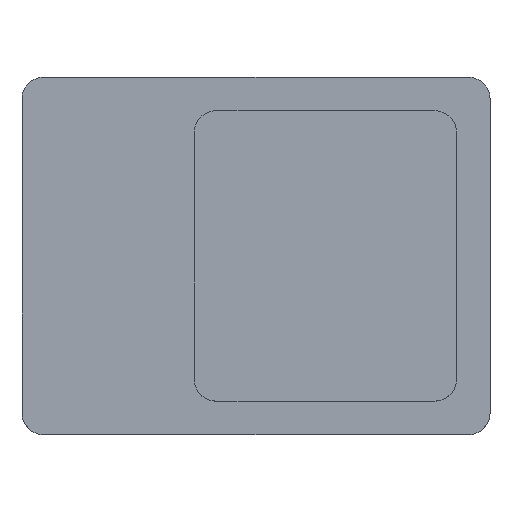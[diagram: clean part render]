
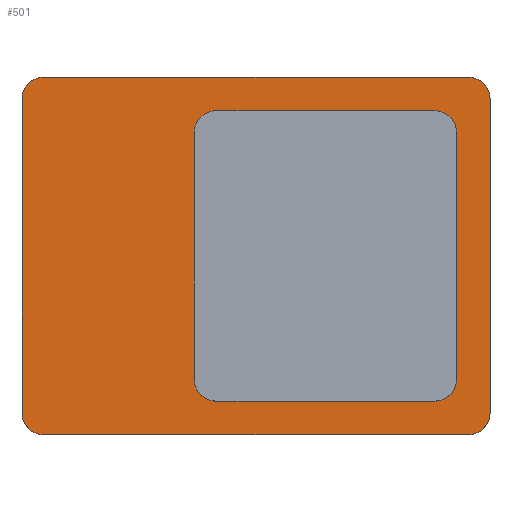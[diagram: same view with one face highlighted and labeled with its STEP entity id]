
A CAD part, top view. The second image highlights one B-rep face of the part: STEP entity #501.
In plain terms, the highlighted planar face has unit normal (0, 0, 1).
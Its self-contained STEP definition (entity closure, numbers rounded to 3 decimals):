
#5 = LINE ( 'NONE', #210, #151 ) ;
#10 = VERTEX_POINT ( 'NONE', #93 ) ;
#13 = DIRECTION ( 'NONE',  ( 1., 0., 0. ) ) ;
#14 = VERTEX_POINT ( 'NONE', #446 ) ;
#19 = CARTESIAN_POINT ( 'NONE',  ( -9.8, -7.25, 1.6 ) ) ;
#20 = CARTESIAN_POINT ( 'NONE',  ( -1.85, -5.7, 1.6 ) ) ;
#22 = VECTOR ( 'NONE', #118, 1000. ) ;
#27 = DIRECTION ( 'NONE',  ( 0., 0., 1. ) ) ;
#28 = DIRECTION ( 'NONE',  ( 0., 1., 0. ) ) ;
#38 = FACE_BOUND ( 'NONE', #550, .T. ) ;
#39 = PLANE ( 'NONE',  #592 ) ;
#41 = VECTOR ( 'NONE', #558, 1000. ) ;
#45 = DIRECTION ( 'NONE',  ( 1., 0., 0. ) ) ;
#52 = CARTESIAN_POINT ( 'NONE',  ( 8.25, -5.7, 1.6 ) ) ;
#54 = DIRECTION ( 'NONE',  ( 1., 0., 0. ) ) ;
#63 = CARTESIAN_POINT ( 'NONE',  ( -2.85, 6.7, 1.6 ) ) ;
#68 = VECTOR ( 'NONE', #288, 1000. ) ;
#73 = ORIENTED_EDGE ( 'NONE', *, *, #390, .T. ) ;
#76 = VECTOR ( 'NONE', #144, 1000. ) ;
#86 = VERTEX_POINT ( 'NONE', #393 ) ;
#88 = EDGE_CURVE ( 'NONE', #321, #14, #470, .T. ) ;
#93 = CARTESIAN_POINT ( 'NONE',  ( -1.85, -6.7, 1.6 ) ) ;
#109 = CARTESIAN_POINT ( 'NONE',  ( 9.8, -7.25, 1.6 ) ) ;
#113 = EDGE_CURVE ( 'NONE', #530, #614, #490, .T. ) ;
#114 = AXIS2_PLACEMENT_3D ( 'NONE', #19, #349, #54 ) ;
#118 = DIRECTION ( 'NONE',  ( 0., -1., 0. ) ) ;
#120 = CARTESIAN_POINT ( 'NONE',  ( 9.25, -5.7, 1.6 ) ) ;
#121 = VECTOR ( 'NONE', #45, 1000. ) ;
#126 = CARTESIAN_POINT ( 'NONE',  ( -2.85, 6.7, 1.6 ) ) ;
#138 = CIRCLE ( 'NONE', #316, 1. ) ;
#139 = CARTESIAN_POINT ( 'NONE',  ( 10.8, 7.25, 1.6 ) ) ;
#140 = AXIS2_PLACEMENT_3D ( 'NONE', #514, #27, #152 ) ;
#142 = CARTESIAN_POINT ( 'NONE',  ( -9.8, -8.25, 1.6 ) ) ;
#144 = DIRECTION ( 'NONE',  ( -1., 0., 0. ) ) ;
#146 = EDGE_CURVE ( 'NONE', #86, #366, #350, .T. ) ;
#148 = AXIS2_PLACEMENT_3D ( 'NONE', #109, #361, #205 ) ;
#151 = VECTOR ( 'NONE', #621, 1000. ) ;
#152 = DIRECTION ( 'NONE',  ( 1., 0., 0. ) ) ;
#153 = DIRECTION ( 'NONE',  ( 0., 0., -1. ) ) ;
#161 = ORIENTED_EDGE ( 'NONE', *, *, #113, .T. ) ;
#169 = LINE ( 'NONE', #521, #566 ) ;
#179 = CARTESIAN_POINT ( 'NONE',  ( 0., 0., 1.6 ) ) ;
#180 = EDGE_CURVE ( 'NONE', #10, #451, #494, .T. ) ;
#187 = ORIENTED_EDGE ( 'NONE', *, *, #88, .T. ) ;
#191 = ORIENTED_EDGE ( 'NONE', *, *, #465, .T. ) ;
#205 = DIRECTION ( 'NONE',  ( 1., 0., 0. ) ) ;
#208 = EDGE_CURVE ( 'NONE', #615, #554, #481, .T. ) ;
#210 = CARTESIAN_POINT ( 'NONE',  ( -10.8, -8.25, 1.6 ) ) ;
#218 = VERTEX_POINT ( 'NONE', #304 ) ;
#219 = EDGE_LOOP ( 'NONE', ( #277, #572, #538, #586, #73, #286, #613, #161 ) ) ;
#225 = LINE ( 'NONE', #126, #22 ) ;
#230 = CARTESIAN_POINT ( 'NONE',  ( -1.85, 5.7, 1.6 ) ) ;
#232 = ORIENTED_EDGE ( 'NONE', *, *, #594, .F. ) ;
#233 = EDGE_CURVE ( 'NONE', #370, #593, #604, .T. ) ;
#234 = DIRECTION ( 'NONE',  ( 0., 0., 1. ) ) ;
#238 = CARTESIAN_POINT ( 'NONE',  ( 9.8, -8.25, 1.6 ) ) ;
#239 = CARTESIAN_POINT ( 'NONE',  ( -2.85, -6.7, 1.6 ) ) ;
#246 = VERTEX_POINT ( 'NONE', #462 ) ;
#262 = DIRECTION ( 'NONE',  ( 1., 0., 0. ) ) ;
#274 = EDGE_CURVE ( 'NONE', #352, #246, #276, .T. ) ;
#276 = CIRCLE ( 'NONE', #379, 1. ) ;
#277 = ORIENTED_EDGE ( 'NONE', *, *, #377, .T. ) ;
#279 = ORIENTED_EDGE ( 'NONE', *, *, #541, .T. ) ;
#281 = EDGE_CURVE ( 'NONE', #565, #451, #225, .T. ) ;
#286 = ORIENTED_EDGE ( 'NONE', *, *, #233, .T. ) ;
#288 = DIRECTION ( 'NONE',  ( 1., 0., 0. ) ) ;
#291 = VECTOR ( 'NONE', #583, 1000. ) ;
#293 = CARTESIAN_POINT ( 'NONE',  ( 9.8, 8.25, 1.6 ) ) ;
#297 = CARTESIAN_POINT ( 'NONE',  ( 10.8, -8.25, 1.6 ) ) ;
#299 = LINE ( 'NONE', #492, #291 ) ;
#302 = AXIS2_PLACEMENT_3D ( 'NONE', #230, #332, #488 ) ;
#304 = CARTESIAN_POINT ( 'NONE',  ( 9.25, 5.7, 1.6 ) ) ;
#312 = LINE ( 'NONE', #239, #121 ) ;
#316 = AXIS2_PLACEMENT_3D ( 'NONE', #483, #616, #617 ) ;
#318 = CARTESIAN_POINT ( 'NONE',  ( -10.8, -7.25, 1.6 ) ) ;
#321 = VERTEX_POINT ( 'NONE', #120 ) ;
#332 = DIRECTION ( 'NONE',  ( 0., 0., -1. ) ) ;
#340 = DIRECTION ( 'NONE',  ( 1., 0., 0. ) ) ;
#349 = DIRECTION ( 'NONE',  ( 0., 0., 1. ) ) ;
#350 = LINE ( 'NONE', #63, #41 ) ;
#352 = VERTEX_POINT ( 'NONE', #563 ) ;
#361 = DIRECTION ( 'NONE',  ( 0., 0., 1. ) ) ;
#365 = CARTESIAN_POINT ( 'NONE',  ( -1.85, 6.7, 1.6 ) ) ;
#366 = VERTEX_POINT ( 'NONE', #365 ) ;
#369 = DIRECTION ( 'NONE',  ( 1., 0., 0. ) ) ;
#370 = VERTEX_POINT ( 'NONE', #318 ) ;
#377 = EDGE_CURVE ( 'NONE', #614, #615, #169, .T. ) ;
#379 = AXIS2_PLACEMENT_3D ( 'NONE', #475, #562, #369 ) ;
#389 = FACE_OUTER_BOUND ( 'NONE', #219, .T. ) ;
#390 = EDGE_CURVE ( 'NONE', #246, #370, #5, .T. ) ;
#393 = CARTESIAN_POINT ( 'NONE',  ( 8.25, 6.7, 1.6 ) ) ;
#398 = DIRECTION ( 'NONE',  ( 0., 0., -1. ) ) ;
#415 = LINE ( 'NONE', #444, #76 ) ;
#440 = CARTESIAN_POINT ( 'NONE',  ( 10.8, -7.25, 1.6 ) ) ;
#444 = CARTESIAN_POINT ( 'NONE',  ( 10.8, 8.25, 1.6 ) ) ;
#446 = CARTESIAN_POINT ( 'NONE',  ( 8.25, -6.7, 1.6 ) ) ;
#451 = VERTEX_POINT ( 'NONE', #480 ) ;
#462 = CARTESIAN_POINT ( 'NONE',  ( -10.8, 7.25, 1.6 ) ) ;
#465 = EDGE_CURVE ( 'NONE', #86, #218, #138, .T. ) ;
#470 = CIRCLE ( 'NONE', #493, 1. ) ;
#475 = CARTESIAN_POINT ( 'NONE',  ( -9.8, 7.25, 1.6 ) ) ;
#480 = CARTESIAN_POINT ( 'NONE',  ( -2.85, -5.7, 1.6 ) ) ;
#481 = CIRCLE ( 'NONE', #140, 1. ) ;
#483 = CARTESIAN_POINT ( 'NONE',  ( 8.25, 5.7, 1.6 ) ) ;
#485 = CIRCLE ( 'NONE', #302, 1. ) ;
#488 = DIRECTION ( 'NONE',  ( 1., 0., 0. ) ) ;
#490 = CIRCLE ( 'NONE', #148, 1. ) ;
#492 = CARTESIAN_POINT ( 'NONE',  ( 9.25, 6.7, 1.6 ) ) ;
#493 = AXIS2_PLACEMENT_3D ( 'NONE', #52, #153, #13 ) ;
#494 = CIRCLE ( 'NONE', #549, 1. ) ;
#501 = ADVANCED_FACE ( 'NONE', ( #38, #389 ), #39, .T. ) ;
#503 = EDGE_CURVE ( 'NONE', #593, #530, #608, .T. ) ;
#514 = CARTESIAN_POINT ( 'NONE',  ( 9.8, 7.25, 1.6 ) ) ;
#521 = CARTESIAN_POINT ( 'NONE',  ( 10.8, -8.25, 1.6 ) ) ;
#530 = VERTEX_POINT ( 'NONE', #238 ) ;
#538 = ORIENTED_EDGE ( 'NONE', *, *, #579, .T. ) ;
#541 = EDGE_CURVE ( 'NONE', #565, #366, #485, .T. ) ;
#546 = CARTESIAN_POINT ( 'NONE',  ( -2.85, 5.7, 1.6 ) ) ;
#549 = AXIS2_PLACEMENT_3D ( 'NONE', #20, #398, #262 ) ;
#550 = EDGE_LOOP ( 'NONE', ( #606, #279, #555, #191, #232, #187, #580, #581 ) ) ;
#554 = VERTEX_POINT ( 'NONE', #293 ) ;
#555 = ORIENTED_EDGE ( 'NONE', *, *, #146, .F. ) ;
#558 = DIRECTION ( 'NONE',  ( -1., 0., 0. ) ) ;
#562 = DIRECTION ( 'NONE',  ( 0., 0., 1. ) ) ;
#563 = CARTESIAN_POINT ( 'NONE',  ( -9.8, 8.25, 1.6 ) ) ;
#565 = VERTEX_POINT ( 'NONE', #546 ) ;
#566 = VECTOR ( 'NONE', #28, 1000. ) ;
#572 = ORIENTED_EDGE ( 'NONE', *, *, #208, .T. ) ;
#579 = EDGE_CURVE ( 'NONE', #554, #352, #415, .T. ) ;
#580 = ORIENTED_EDGE ( 'NONE', *, *, #601, .F. ) ;
#581 = ORIENTED_EDGE ( 'NONE', *, *, #180, .T. ) ;
#583 = DIRECTION ( 'NONE',  ( 0., 1., 0. ) ) ;
#586 = ORIENTED_EDGE ( 'NONE', *, *, #274, .T. ) ;
#592 = AXIS2_PLACEMENT_3D ( 'NONE', #179, #234, #340 ) ;
#593 = VERTEX_POINT ( 'NONE', #142 ) ;
#594 = EDGE_CURVE ( 'NONE', #321, #218, #299, .T. ) ;
#601 = EDGE_CURVE ( 'NONE', #10, #14, #312, .T. ) ;
#604 = CIRCLE ( 'NONE', #114, 1. ) ;
#606 = ORIENTED_EDGE ( 'NONE', *, *, #281, .F. ) ;
#608 = LINE ( 'NONE', #297, #68 ) ;
#613 = ORIENTED_EDGE ( 'NONE', *, *, #503, .T. ) ;
#614 = VERTEX_POINT ( 'NONE', #440 ) ;
#615 = VERTEX_POINT ( 'NONE', #139 ) ;
#616 = DIRECTION ( 'NONE',  ( 0., 0., -1. ) ) ;
#617 = DIRECTION ( 'NONE',  ( 1., 0., 0. ) ) ;
#621 = DIRECTION ( 'NONE',  ( 0., -1., 0. ) ) ;
